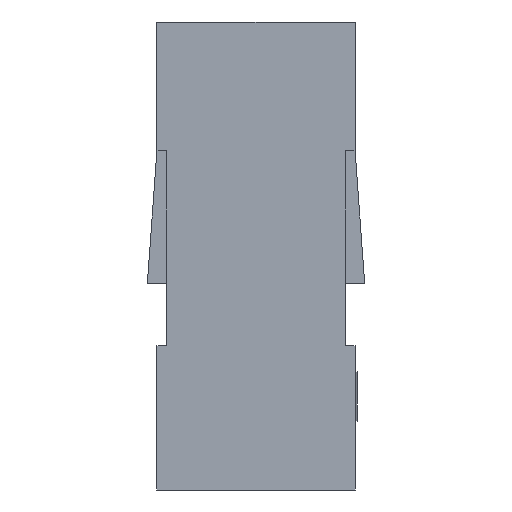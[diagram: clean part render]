
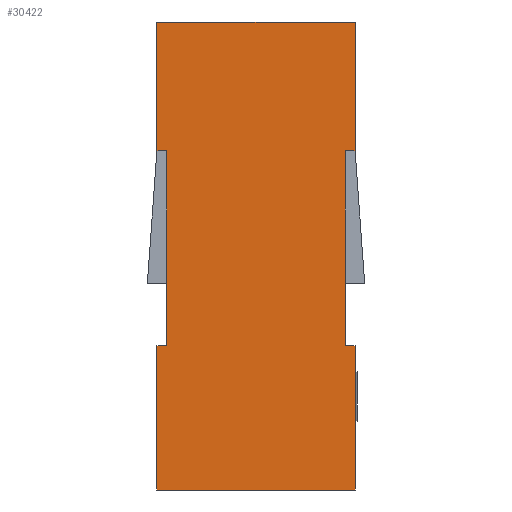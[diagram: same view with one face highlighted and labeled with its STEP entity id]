
A CAD part, left-side view. The second image highlights one B-rep face of the part: STEP entity #30422.
In plain terms, the highlighted planar face has unit normal (-1, 0, 0).
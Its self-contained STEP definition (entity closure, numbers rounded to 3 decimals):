
#316 = ORIENTED_EDGE ( 'NONE', *, *, #31326, .F. ) ;
#1931 = EDGE_CURVE ( 'NONE', #50391, #53031, #32875, .T. ) ;
#2037 = VERTEX_POINT ( 'NONE', #13062 ) ;
#2378 = LINE ( 'NONE', #4576, #36924 ) ;
#2640 = DIRECTION ( 'NONE',  ( 1., 0., 0. ) ) ;
#2868 = LINE ( 'NONE', #34460, #37416 ) ;
#3194 = EDGE_CURVE ( 'NONE', #31972, #53031, #16369, .T. ) ;
#3870 = ORIENTED_EDGE ( 'NONE', *, *, #1931, .F. ) ;
#3896 = DIRECTION ( 'NONE',  ( 0., 0., -1. ) ) ;
#4534 = LINE ( 'NONE', #19190, #46757 ) ;
#4576 = CARTESIAN_POINT ( 'NONE',  ( -19.05, 3.81, 12. ) ) ;
#5039 = CARTESIAN_POINT ( 'NONE',  ( -19.05, 3.56, 8.7 ) ) ;
#5803 = VECTOR ( 'NONE', #23593, 1000. ) ;
#6699 = EDGE_CURVE ( 'NONE', #48864, #47824, #21999, .T. ) ;
#7260 = VERTEX_POINT ( 'NONE', #45851 ) ;
#9389 = CARTESIAN_POINT ( 'NONE',  ( -19.05, 3.81, 0. ) ) ;
#10339 = ORIENTED_EDGE ( 'NONE', *, *, #47125, .T. ) ;
#10490 = EDGE_CURVE ( 'NONE', #31450, #46815, #2378, .T. ) ;
#10746 = CARTESIAN_POINT ( 'NONE',  ( -19.05, 0., 12. ) ) ;
#10919 = LINE ( 'NONE', #49082, #50532 ) ;
#11338 = CARTESIAN_POINT ( 'NONE',  ( -19.05, 3.81, 12. ) ) ;
#11684 = DIRECTION ( 'NONE',  ( 0., 0., -1. ) ) ;
#12434 = CARTESIAN_POINT ( 'NONE',  ( -19.05, 3.81, 3.7 ) ) ;
#12452 = ORIENTED_EDGE ( 'NONE', *, *, #13546, .F. ) ;
#12478 = CARTESIAN_POINT ( 'NONE',  ( -19.05, -1.27, 8.7 ) ) ;
#13062 = CARTESIAN_POINT ( 'NONE',  ( -19.05, -1.27, 0. ) ) ;
#13132 = DIRECTION ( 'NONE',  ( 0., 1., 0. ) ) ;
#13545 = LINE ( 'NONE', #10746, #5803 ) ;
#13546 = EDGE_CURVE ( 'NONE', #7260, #50391, #13545, .T. ) ;
#14527 = DIRECTION ( 'NONE',  ( 0., 0., 1. ) ) ;
#14639 = DIRECTION ( 'NONE',  ( 0., -1., 0. ) ) ;
#15735 = VECTOR ( 'NONE', #13132, 1000. ) ;
#15815 = ORIENTED_EDGE ( 'NONE', *, *, #6699, .F. ) ;
#16369 = LINE ( 'NONE', #18462, #43811 ) ;
#16478 = ORIENTED_EDGE ( 'NONE', *, *, #40354, .F. ) ;
#16483 = CARTESIAN_POINT ( 'NONE',  ( -19.05, -1.27, 12. ) ) ;
#18082 = FACE_OUTER_BOUND ( 'NONE', #21857, .T. ) ;
#18462 = CARTESIAN_POINT ( 'NONE',  ( -19.05, 4.588, 8.7 ) ) ;
#18630 = CARTESIAN_POINT ( 'NONE',  ( -19.05, -1.27, 3.7 ) ) ;
#18777 = VECTOR ( 'NONE', #32721, 1000. ) ;
#18817 = DIRECTION ( 'NONE',  ( 0., -1., 0. ) ) ;
#19190 = CARTESIAN_POINT ( 'NONE',  ( -19.05, -2.048, 3.7 ) ) ;
#19296 = CARTESIAN_POINT ( 'NONE',  ( -19.05, 0., 12. ) ) ;
#20707 = VERTEX_POINT ( 'NONE', #29560 ) ;
#20819 = DIRECTION ( 'NONE',  ( 0., 0., -1. ) ) ;
#21857 = EDGE_LOOP ( 'NONE', ( #30484, #50990, #3870, #12452, #10339, #38388, #15815, #40513, #31417, #51262, #316, #16478 ) ) ;
#21999 = LINE ( 'NONE', #5039, #47589 ) ;
#23593 = DIRECTION ( 'NONE',  ( 0., -1., 0. ) ) ;
#29560 = CARTESIAN_POINT ( 'NONE',  ( -19.05, 3.81, 8.7 ) ) ;
#30065 = CARTESIAN_POINT ( 'NONE',  ( -19.05, -2.048, 8.7 ) ) ;
#30177 = VECTOR ( 'NONE', #47846, 1000. ) ;
#30193 = CARTESIAN_POINT ( 'NONE',  ( -19.05, -1.27, 12. ) ) ;
#30422 = ADVANCED_FACE ( 'NONE', ( #18082 ), #51621, .F. ) ;
#30484 = ORIENTED_EDGE ( 'NONE', *, *, #35471, .T. ) ;
#31326 = EDGE_CURVE ( 'NONE', #41015, #2037, #53029, .T. ) ;
#31417 = ORIENTED_EDGE ( 'NONE', *, *, #10490, .T. ) ;
#31450 = VERTEX_POINT ( 'NONE', #12434 ) ;
#31972 = VERTEX_POINT ( 'NONE', #49666 ) ;
#32054 = LINE ( 'NONE', #11338, #39784 ) ;
#32721 = DIRECTION ( 'NONE',  ( 0., 0., -1. ) ) ;
#32875 = LINE ( 'NONE', #16483, #18777 ) ;
#33058 = CARTESIAN_POINT ( 'NONE',  ( -19.05, 3.56, 8.7 ) ) ;
#34311 = CARTESIAN_POINT ( 'NONE',  ( -19.05, -1.02, 3.7 ) ) ;
#34460 = CARTESIAN_POINT ( 'NONE',  ( -19.05, 0., 0. ) ) ;
#35152 = VECTOR ( 'NONE', #20819, 1000. ) ;
#35471 = EDGE_CURVE ( 'NONE', #52615, #31972, #36628, .T. ) ;
#36628 = LINE ( 'NONE', #48212, #30177 ) ;
#36924 = VECTOR ( 'NONE', #3896, 1000. ) ;
#37416 = VECTOR ( 'NONE', #14639, 1000. ) ;
#38388 = ORIENTED_EDGE ( 'NONE', *, *, #50809, .F. ) ;
#39002 = EDGE_CURVE ( 'NONE', #46815, #2037, #2868, .T. ) ;
#39784 = VECTOR ( 'NONE', #11684, 1000. ) ;
#40041 = LINE ( 'NONE', #30065, #15735 ) ;
#40052 = CARTESIAN_POINT ( 'NONE',  ( -19.05, 3.56, 3.7 ) ) ;
#40354 = EDGE_CURVE ( 'NONE', #52615, #41015, #10919, .T. ) ;
#40513 = ORIENTED_EDGE ( 'NONE', *, *, #47213, .T. ) ;
#41015 = VERTEX_POINT ( 'NONE', #18630 ) ;
#41022 = CARTESIAN_POINT ( 'NONE',  ( -19.05, -1.27, 12. ) ) ;
#43375 = DIRECTION ( 'NONE',  ( 0., 1., 0. ) ) ;
#43811 = VECTOR ( 'NONE', #18817, 1000. ) ;
#44453 = DIRECTION ( 'NONE',  ( 0., -1., 0. ) ) ;
#45851 = CARTESIAN_POINT ( 'NONE',  ( -19.05, 3.81, 12. ) ) ;
#46757 = VECTOR ( 'NONE', #47930, 1000. ) ;
#46815 = VERTEX_POINT ( 'NONE', #9389 ) ;
#47125 = EDGE_CURVE ( 'NONE', #7260, #20707, #32054, .T. ) ;
#47213 = EDGE_CURVE ( 'NONE', #48864, #31450, #4534, .T. ) ;
#47589 = VECTOR ( 'NONE', #14527, 1000. ) ;
#47824 = VERTEX_POINT ( 'NONE', #33058 ) ;
#47846 = DIRECTION ( 'NONE',  ( 0., 0., 1. ) ) ;
#47930 = DIRECTION ( 'NONE',  ( 0., 1., 0. ) ) ;
#48212 = CARTESIAN_POINT ( 'NONE',  ( -19.05, -1.02, 8.7 ) ) ;
#48864 = VERTEX_POINT ( 'NONE', #40052 ) ;
#49082 = CARTESIAN_POINT ( 'NONE',  ( -19.05, 4.588, 3.7 ) ) ;
#49633 = AXIS2_PLACEMENT_3D ( 'NONE', #19296, #2640, #43375 ) ;
#49666 = CARTESIAN_POINT ( 'NONE',  ( -19.05, -1.02, 8.7 ) ) ;
#50391 = VERTEX_POINT ( 'NONE', #30193 ) ;
#50532 = VECTOR ( 'NONE', #44453, 1000. ) ;
#50809 = EDGE_CURVE ( 'NONE', #47824, #20707, #40041, .T. ) ;
#50990 = ORIENTED_EDGE ( 'NONE', *, *, #3194, .T. ) ;
#51262 = ORIENTED_EDGE ( 'NONE', *, *, #39002, .T. ) ;
#51621 = PLANE ( 'NONE',  #49633 ) ;
#52615 = VERTEX_POINT ( 'NONE', #34311 ) ;
#53029 = LINE ( 'NONE', #41022, #35152 ) ;
#53031 = VERTEX_POINT ( 'NONE', #12478 ) ;
